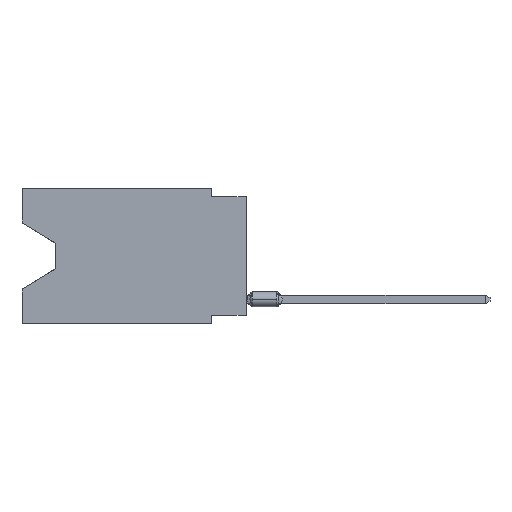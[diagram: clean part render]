
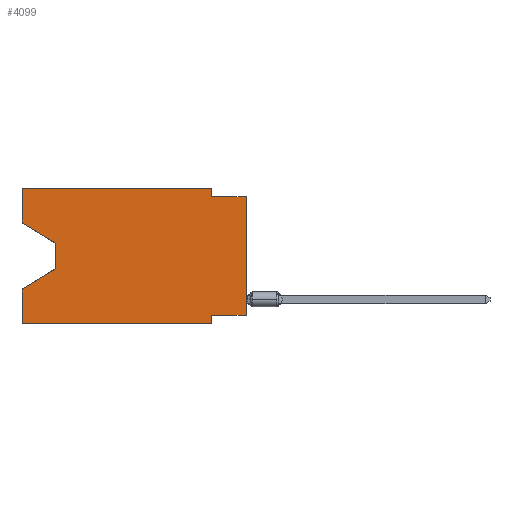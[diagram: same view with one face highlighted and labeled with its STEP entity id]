
A CAD part, left-side view. The second image highlights one B-rep face of the part: STEP entity #4099.
In plain terms, the highlighted planar face has unit normal (-1, 0, 0).
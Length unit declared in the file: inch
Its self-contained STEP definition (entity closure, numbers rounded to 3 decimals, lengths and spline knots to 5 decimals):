
#30 = CARTESIAN_POINT ( 'NONE',  ( 0., 0.645, -0.39 ) ) ;
#247 = CARTESIAN_POINT ( 'NONE',  ( 0., 0., 0. ) ) ;
#302 = CARTESIAN_POINT ( 'NONE',  ( 0., 0.645, 0. ) ) ;
#397 = DIRECTION ( 'NONE',  ( 0., 0., 1. ) ) ;
#507 = CARTESIAN_POINT ( 'NONE',  ( 0., 0., -0.025 ) ) ;
#677 = CARTESIAN_POINT ( 'NONE',  ( 0., 0.645, -0.39 ) ) ;
#936 = CARTESIAN_POINT ( 'NONE',  ( 0., 0., -0.025 ) ) ;
#945 = LINE ( 'NONE', #6609, #4749 ) ;
#951 = EDGE_CURVE ( 'NONE', #10971, #7513, #5433, .T. ) ;
#1340 = EDGE_CURVE ( 'NONE', #13480, #13066, #13979, .T. ) ;
#1495 = EDGE_CURVE ( 'NONE', #8136, #9743, #5698, .T. ) ;
#1677 = CARTESIAN_POINT ( 'NONE',  ( 0., 0.55, -0.158 ) ) ;
#1706 = EDGE_CURVE ( 'NONE', #13066, #11125, #6394, .T. ) ;
#1741 = VECTOR ( 'NONE', #13431, 39.37008 ) ;
#1794 = VERTEX_POINT ( 'NONE', #6884 ) ;
#1801 = VECTOR ( 'NONE', #7460, 39.37008 ) ;
#1903 = VECTOR ( 'NONE', #11722, 39.37008 ) ;
#1958 = VECTOR ( 'NONE', #5694, 39.37008 ) ;
#1971 = LINE ( 'NONE', #677, #1903 ) ;
#2052 = CARTESIAN_POINT ( 'NONE',  ( 0., 0.1, 0. ) ) ;
#2075 = VECTOR ( 'NONE', #8926, 39.37008 ) ;
#2270 = ORIENTED_EDGE ( 'NONE', *, *, #9787, .T. ) ;
#2326 = DIRECTION ( 'NONE',  ( 0., 0., -1. ) ) ;
#2369 = VECTOR ( 'NONE', #9666, 39.37008 ) ;
#2460 = DIRECTION ( 'NONE',  ( 0., 0., 1. ) ) ;
#2550 = CARTESIAN_POINT ( 'NONE',  ( 0., 0.645, 0. ) ) ;
#2601 = ORIENTED_EDGE ( 'NONE', *, *, #12583, .F. ) ;
#2625 = LINE ( 'NONE', #1677, #4166 ) ;
#2632 = VECTOR ( 'NONE', #5699, 39.37008 ) ;
#2787 = VERTEX_POINT ( 'NONE', #8551 ) ;
#3120 = VERTEX_POINT ( 'NONE', #4605 ) ;
#3242 = PLANE ( 'NONE',  #6263 ) ;
#3359 = ORIENTED_EDGE ( 'NONE', *, *, #13552, .F. ) ;
#3769 = EDGE_CURVE ( 'NONE', #2787, #10971, #2625, .T. ) ;
#3895 = EDGE_CURVE ( 'NONE', #7901, #3120, #1971, .T. ) ;
#4099 = ADVANCED_FACE ( 'NONE', ( #4610 ), #3242, .F. ) ;
#4120 = CARTESIAN_POINT ( 'NONE',  ( 0., 0.1, 0. ) ) ;
#4166 = VECTOR ( 'NONE', #11506, 39.37008 ) ;
#4216 = ORIENTED_EDGE ( 'NONE', *, *, #1706, .F. ) ;
#4285 = CARTESIAN_POINT ( 'NONE',  ( 0., 0.55, -0.232 ) ) ;
#4397 = EDGE_LOOP ( 'NONE', ( #2270, #5241, #7676, #6434, #8030, #3359, #7224, #6017, #4216, #9563, #2601, #10020 ) ) ;
#4605 = CARTESIAN_POINT ( 'NONE',  ( 0., 0.1, -0.39 ) ) ;
#4610 = FACE_OUTER_BOUND ( 'NONE', #4397, .T. ) ;
#4749 = VECTOR ( 'NONE', #5312, 39.37008 ) ;
#4773 = LINE ( 'NONE', #247, #2632 ) ;
#5183 = EDGE_CURVE ( 'NONE', #8459, #11125, #4773, .T. ) ;
#5241 = ORIENTED_EDGE ( 'NONE', *, *, #3769, .T. ) ;
#5312 = DIRECTION ( 'NONE',  ( 0., 1., 0. ) ) ;
#5433 = LINE ( 'NONE', #4285, #2075 ) ;
#5524 = CARTESIAN_POINT ( 'NONE',  ( 0., 0.55, -0.232 ) ) ;
#5694 = DIRECTION ( 'NONE',  ( 0., 0., -1. ) ) ;
#5698 = LINE ( 'NONE', #2550, #5806 ) ;
#5699 = DIRECTION ( 'NONE',  ( 0., 0., 1. ) ) ;
#5806 = VECTOR ( 'NONE', #397, 39.37008 ) ;
#6017 = ORIENTED_EDGE ( 'NONE', *, *, #5183, .T. ) ;
#6211 = VECTOR ( 'NONE', #12905, 39.37008 ) ;
#6263 = AXIS2_PLACEMENT_3D ( 'NONE', #9762, #13376, #2326 ) ;
#6394 = LINE ( 'NONE', #936, #2369 ) ;
#6434 = ORIENTED_EDGE ( 'NONE', *, *, #14064, .F. ) ;
#6503 = CARTESIAN_POINT ( 'NONE',  ( 0., 0.645, -0.28975 ) ) ;
#6609 = CARTESIAN_POINT ( 'NONE',  ( 0., 0., -0.365 ) ) ;
#6828 = LINE ( 'NONE', #302, #7678 ) ;
#6847 = LINE ( 'NONE', #9839, #1958 ) ;
#6884 = CARTESIAN_POINT ( 'NONE',  ( 0., 0.1, -0.365 ) ) ;
#7224 = ORIENTED_EDGE ( 'NONE', *, *, #10970, .F. ) ;
#7460 = DIRECTION ( 'NONE',  ( 0., -1., 0. ) ) ;
#7513 = VERTEX_POINT ( 'NONE', #6503 ) ;
#7595 = LINE ( 'NONE', #12937, #1801 ) ;
#7676 = ORIENTED_EDGE ( 'NONE', *, *, #951, .T. ) ;
#7678 = VECTOR ( 'NONE', #2460, 39.37008 ) ;
#7739 = CARTESIAN_POINT ( 'NONE',  ( 0., 0.645, 0. ) ) ;
#7901 = VERTEX_POINT ( 'NONE', #30 ) ;
#8030 = ORIENTED_EDGE ( 'NONE', *, *, #3895, .T. ) ;
#8136 = VERTEX_POINT ( 'NONE', #12223 ) ;
#8459 = VERTEX_POINT ( 'NONE', #11536 ) ;
#8551 = CARTESIAN_POINT ( 'NONE',  ( 0., 0.55, -0.158 ) ) ;
#8926 = DIRECTION ( 'NONE',  ( 0., 0.855, -0.519 ) ) ;
#9563 = ORIENTED_EDGE ( 'NONE', *, *, #1340, .F. ) ;
#9666 = DIRECTION ( 'NONE',  ( 0., -1., 0. ) ) ;
#9743 = VERTEX_POINT ( 'NONE', #7739 ) ;
#9762 = CARTESIAN_POINT ( 'NONE',  ( 0., 0.645, 0. ) ) ;
#9787 = EDGE_CURVE ( 'NONE', #8136, #2787, #13285, .T. ) ;
#9839 = CARTESIAN_POINT ( 'NONE',  ( 0., 0.1, -0.39 ) ) ;
#10020 = ORIENTED_EDGE ( 'NONE', *, *, #1495, .F. ) ;
#10970 = EDGE_CURVE ( 'NONE', #8459, #1794, #945, .T. ) ;
#10971 = VERTEX_POINT ( 'NONE', #5524 ) ;
#11014 = CARTESIAN_POINT ( 'NONE',  ( 0., 0.1, -0.025 ) ) ;
#11125 = VERTEX_POINT ( 'NONE', #507 ) ;
#11506 = DIRECTION ( 'NONE',  ( 0., 0., -1. ) ) ;
#11536 = CARTESIAN_POINT ( 'NONE',  ( 0., 0., -0.365 ) ) ;
#11722 = DIRECTION ( 'NONE',  ( 0., -1., 0. ) ) ;
#12223 = CARTESIAN_POINT ( 'NONE',  ( 0., 0.645, -0.10025 ) ) ;
#12273 = CARTESIAN_POINT ( 'NONE',  ( 0., 0.645, -0.10025 ) ) ;
#12583 = EDGE_CURVE ( 'NONE', #9743, #13480, #7595, .T. ) ;
#12905 = DIRECTION ( 'NONE',  ( 0., 0., -1. ) ) ;
#12937 = CARTESIAN_POINT ( 'NONE',  ( 0., 0.645, 0. ) ) ;
#13066 = VERTEX_POINT ( 'NONE', #11014 ) ;
#13285 = LINE ( 'NONE', #12273, #1741 ) ;
#13376 = DIRECTION ( 'NONE',  ( 1., 0., 0. ) ) ;
#13431 = DIRECTION ( 'NONE',  ( 0., -0.855, -0.519 ) ) ;
#13480 = VERTEX_POINT ( 'NONE', #2052 ) ;
#13552 = EDGE_CURVE ( 'NONE', #1794, #3120, #6847, .T. ) ;
#13979 = LINE ( 'NONE', #4120, #6211 ) ;
#14064 = EDGE_CURVE ( 'NONE', #7901, #7513, #6828, .T. ) ;
